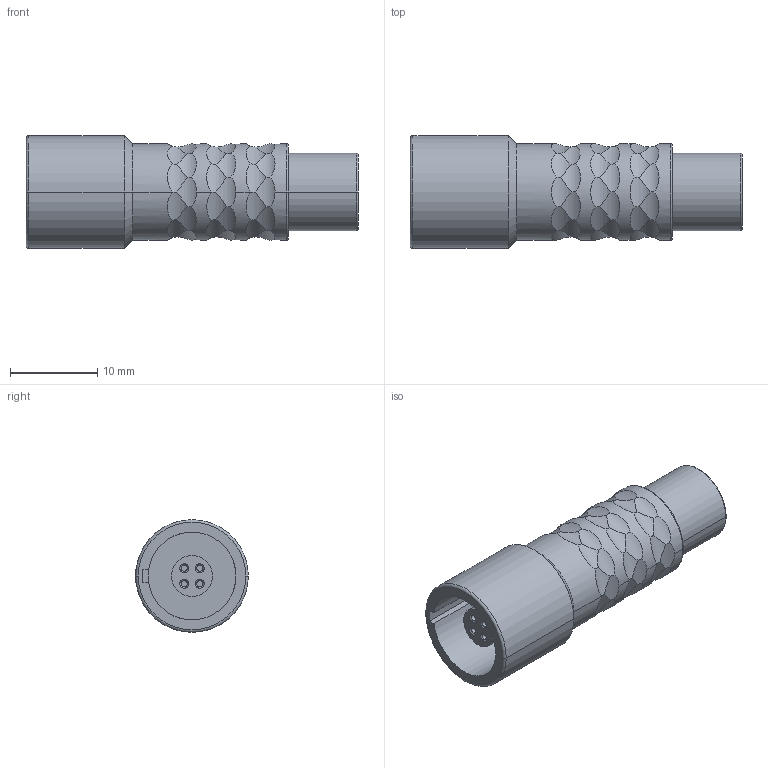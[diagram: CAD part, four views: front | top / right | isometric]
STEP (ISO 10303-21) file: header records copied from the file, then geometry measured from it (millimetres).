
FILE_DESCRIPTION((''),'2;1');
FILE_NAME('K10K0C-P04L','2013-11-12T',('RTrager'),(''),'PRO/ENGINEER BY PARAMETRIC TECHNOLOGY CORPORATION, 2013050','PRO/ENGINEER BY PARAMETRIC TECHNOLOGY CORPORATION, 2013050','');
FILE_SCHEMA(('CONFIG_CONTROL_DESIGN'));
Length unit declared in the file: millimetre
Products named in the file (1): K10K0C-P04L
Bounding box: 38 x 12.9 x 12.9 mm (x, y, z)
Volume: 2616.6 mm3; surface area: 2460.6 mm2
Topology: 1 solids, 1 shells, 168 faces, 428 edges, 276 vertices
Faces by surface type: cylinder 116, plane 27, cone 10, torus 10, bspline 5
Entity records: 7285 total; most frequent: CARTESIAN_POINT 3509, ORIENTED_EDGE 856, DIRECTION 662, EDGE_CURVE 428, AXIS2_PLACEMENT_3D 282, VERTEX_POINT 276, B_SPLINE_CURVE_WITH_KNOTS 211, EDGE_LOOP 182
